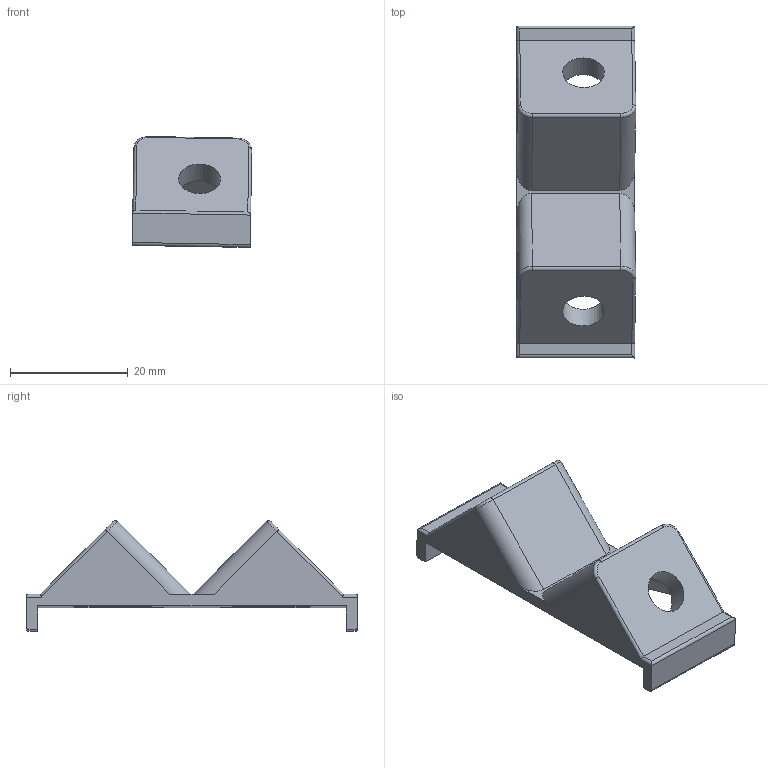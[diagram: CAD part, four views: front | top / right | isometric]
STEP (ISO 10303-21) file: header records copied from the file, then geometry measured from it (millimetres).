
FILE_DESCRIPTION(('FreeCAD Model'),'2;1');
FILE_NAME('Open CASCADE Shape Model','2025-06-16T20:12:51',(''),(''), 'Open CASCADE STEP processor 7.8','FreeCAD','Unknown');
FILE_SCHEMA(('AUTOMOTIVE_DESIGN { 1 0 10303 214 1 1 1 1 }'));
Length unit declared in the file: millimetre
Products named in the file (1): Antenna45Top
Bounding box: 20.29 x 56.3 x 18.82 mm (x, y, z)
Volume: 6467.2 mm3; surface area: 4419.5 mm2
Topology: 1 solids, 1 shells, 64 faces, 152 edges, 92 vertices
Faces by surface type: plane 40, cylinder 20, torus 4
Full cylindrical faces by diameter (mm): 7.1 x2
Entity records: 3936 total; most frequent: CARTESIAN_POINT 799, DIRECTION 594, LINE 384, VECTOR 384, ORIENTED_EDGE 304, PCURVE 304, DEFINITIONAL_REPRESENTATION 304, EDGE_CURVE 152
